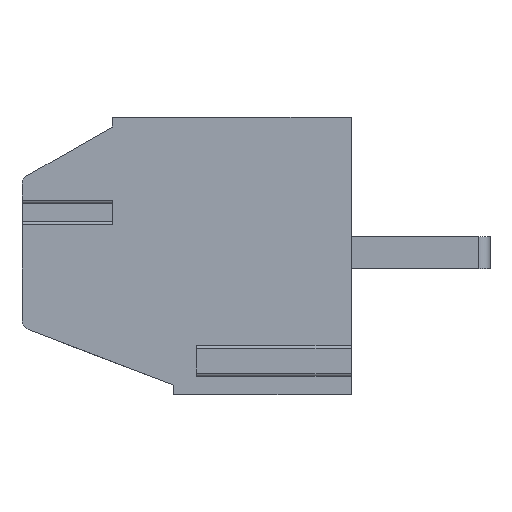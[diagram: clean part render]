
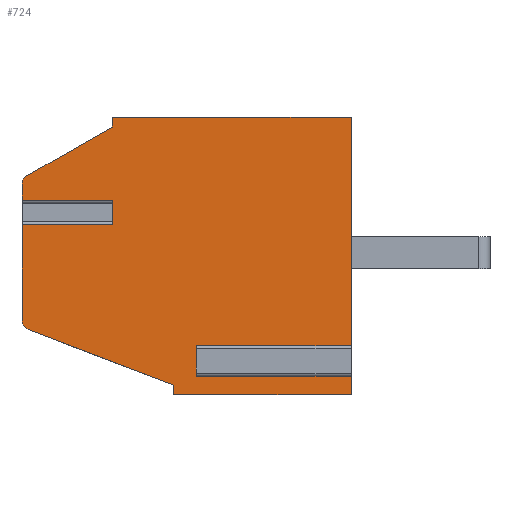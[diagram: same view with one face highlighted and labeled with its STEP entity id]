
A CAD part, left-side view. The second image highlights one B-rep face of the part: STEP entity #724.
In plain terms, the highlighted planar face has unit normal (-1, 0, 0).
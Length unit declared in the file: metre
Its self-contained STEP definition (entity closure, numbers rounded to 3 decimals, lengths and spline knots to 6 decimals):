
#724=ADVANCED_FACE('',(#1481),#1482,.T.);
#1481=FACE_OUTER_BOUND('',#2240,.T.);
#1482=PLANE('',#2241);
#2240=EDGE_LOOP('',(#4412,#4413,#4414,#4415,#4416,#4417,#4418,#4419,#4420,#4421,#4422,#4423,#4424,#4425,#4426,#4427,#4428,#4429));
#2241=AXIS2_PLACEMENT_3D('',#4430,#4431,#4432);
#4412=ORIENTED_EDGE('',*,*,#5118,.T.);
#4413=ORIENTED_EDGE('',*,*,#5364,.T.);
#4414=ORIENTED_EDGE('',*,*,#4631,.T.);
#4415=ORIENTED_EDGE('',*,*,#5376,.T.);
#4416=ORIENTED_EDGE('',*,*,#5028,.T.);
#4417=ORIENTED_EDGE('',*,*,#5202,.F.);
#4418=ORIENTED_EDGE('',*,*,#4578,.F.);
#4419=ORIENTED_EDGE('',*,*,#5333,.F.);
#4420=ORIENTED_EDGE('',*,*,#4834,.T.);
#4421=ORIENTED_EDGE('',*,*,#5199,.F.);
#4422=ORIENTED_EDGE('',*,*,#4873,.T.);
#4423=ORIENTED_EDGE('',*,*,#5257,.T.);
#4424=ORIENTED_EDGE('',*,*,#5220,.T.);
#4425=ORIENTED_EDGE('',*,*,#5238,.T.);
#4426=ORIENTED_EDGE('',*,*,#5122,.T.);
#4427=ORIENTED_EDGE('',*,*,#4751,.T.);
#4428=ORIENTED_EDGE('',*,*,#5384,.F.);
#4429=ORIENTED_EDGE('',*,*,#5262,.T.);
#4430=CARTESIAN_POINT('',(0.0,0.0099,-0.002078));
#4431=DIRECTION('',(-1.0,0.,0.0));
#4432=DIRECTION('',(0.0,0.0,1.0));
#4578=EDGE_CURVE('',#5499,#5501,#5502,.T.);
#4631=EDGE_CURVE('',#5589,#5594,#5596,.T.);
#4751=EDGE_CURVE('',#5804,#5805,#5806,.T.);
#4834=EDGE_CURVE('',#5939,#5940,#5941,.T.);
#4873=EDGE_CURVE('',#6000,#6004,#6006,.T.);
#5028=EDGE_CURVE('',#6233,#6237,#6239,.T.);
#5118=EDGE_CURVE('',#6373,#6371,#6374,.T.);
#5122=EDGE_CURVE('',#6379,#5804,#6380,.T.);
#5199=EDGE_CURVE('',#6000,#5940,#6480,.T.);
#5202=EDGE_CURVE('',#5501,#6237,#6483,.T.);
#5220=EDGE_CURVE('',#6501,#6506,#6508,.T.);
#5238=EDGE_CURVE('',#6506,#6379,#6529,.T.);
#5257=EDGE_CURVE('',#6004,#6501,#6551,.T.);
#5262=EDGE_CURVE('',#6557,#6373,#6558,.T.);
#5333=EDGE_CURVE('',#5939,#5499,#6640,.T.);
#5364=EDGE_CURVE('',#6371,#5589,#6671,.T.);
#5376=EDGE_CURVE('',#5594,#6233,#6683,.T.);
#5384=EDGE_CURVE('',#6557,#5805,#6691,.T.);
#5499=VERTEX_POINT('',#6868);
#5501=VERTEX_POINT('',#6870);
#5502=LINE('',#6871,#6872);
#5589=VERTEX_POINT('',#6992);
#5594=VERTEX_POINT('',#6999);
#5596=LINE('',#7002,#7003);
#5804=VERTEX_POINT('',#7296);
#5805=VERTEX_POINT('',#7297);
#5806=LINE('',#7298,#7299);
#5939=VERTEX_POINT('',#7490);
#5940=VERTEX_POINT('',#7491);
#5941=LINE('',#7492,#7493);
#6000=VERTEX_POINT('',#7574);
#6004=VERTEX_POINT('',#7579);
#6006=CIRCLE('',#7582,0.0003);
#6233=VERTEX_POINT('',#7908);
#6237=VERTEX_POINT('',#7913);
#6239=CIRCLE('',#7916,0.0003);
#6371=VERTEX_POINT('',#8103);
#6373=VERTEX_POINT('',#8106);
#6374=LINE('',#8107,#8108);
#6379=VERTEX_POINT('',#8115);
#6380=LINE('',#8116,#8117);
#6480=LINE('',#8265,#8266);
#6483=LINE('',#8269,#8270);
#6501=VERTEX_POINT('',#8294);
#6506=VERTEX_POINT('',#8301);
#6508=LINE('',#8304,#8305);
#6529=LINE('',#8337,#8338);
#6551=LINE('',#8370,#8371);
#6557=VERTEX_POINT('',#8379);
#6558=LINE('',#8380,#8381);
#6640=LINE('',#8499,#8500);
#6671=LINE('',#8539,#8540);
#6683=LINE('',#8555,#8556);
#6691=LINE('',#8566,#8567);
#6868=CARTESIAN_POINT('',(0.,0.0074,-0.002573));
#6870=CARTESIAN_POINT('',(0.,0.0102,-0.002573));
#6871=CARTESIAN_POINT('',(0.,-0.004301,-0.002573));
#6872=VECTOR('',#8640,1.0);
#6992=CARTESIAN_POINT('',(0.0,0.0074,0.0));
#6999=CARTESIAN_POINT('',(0.0,0.0074,-0.000304));
#7002=CARTESIAN_POINT('',(0.0,0.0074,-0.000304));
#7003=VECTOR('',#8695,1.0);
#7296=CARTESIAN_POINT('',(0.0,0.0,-0.007927));
#7297=CARTESIAN_POINT('',(0.,0.0048,-0.007927));
#7298=CARTESIAN_POINT('',(0.0,0.0048,-0.007927));
#7299=VECTOR('',#8814,1.0);
#7490=CARTESIAN_POINT('',(0.,0.0074,-0.003327));
#7491=CARTESIAN_POINT('',(0.,0.0102,-0.003327));
#7492=CARTESIAN_POINT('',(0.,-0.004301,-0.003327));
#7493=VECTOR('',#8897,1.0);
#7574=CARTESIAN_POINT('',(0.0,0.0102,-0.006298));
#7579=CARTESIAN_POINT('',(0.0,0.010007,-0.006578));
#7582=AXIS2_PLACEMENT_3D('',#8940,#8941,#8942);
#7908=CARTESIAN_POINT('',(0.0,0.010049,-0.001818));
#7913=CARTESIAN_POINT('',(0.0,0.0102,-0.002078));
#7916=AXIS2_PLACEMENT_3D('',#9095,#9096,#9097);
#8103=CARTESIAN_POINT('',(0.0,0.0,0.0));
#8106=CARTESIAN_POINT('',(0.0,0.0,-0.007173));
#8107=CARTESIAN_POINT('',(0.0,0.0,0.0));
#8108=VECTOR('',#9190,1.0);
#8115=CARTESIAN_POINT('',(0.0,0.0,-0.0086));
#8116=CARTESIAN_POINT('',(0.0,0.0,0.0));
#8117=VECTOR('',#9196,1.0);
#8265=CARTESIAN_POINT('',(0.0,0.0102,-0.006298));
#8266=VECTOR('',#9266,1.0);
#8269=CARTESIAN_POINT('',(0.0,0.0102,-0.006298));
#8270=VECTOR('',#9273,1.0);
#8294=CARTESIAN_POINT('',(0.0,0.0055,-0.0083));
#8301=CARTESIAN_POINT('',(0.0,0.0055,-0.0086));
#8304=CARTESIAN_POINT('',(0.0,0.0055,-0.0086));
#8305=VECTOR('',#9289,1.0);
#8337=CARTESIAN_POINT('',(0.0,0.0,-0.0086));
#8338=VECTOR('',#9304,1.0);
#8370=CARTESIAN_POINT('',(0.0,0.0055,-0.0083));
#8371=VECTOR('',#9315,1.0);
#8379=CARTESIAN_POINT('',(0.0,0.0048,-0.007173));
#8380=CARTESIAN_POINT('',(0.0,0.0,-0.007173));
#8381=VECTOR('',#9318,1.0);
#8499=CARTESIAN_POINT('',(0.0,0.0074,-0.006298));
#8500=VECTOR('',#9373,1.0);
#8539=CARTESIAN_POINT('',(0.0,0.0074,0.0));
#8540=VECTOR('',#9388,1.0);
#8555=CARTESIAN_POINT('',(0.0,0.010049,-0.001818));
#8556=VECTOR('',#9392,1.0);
#8566=CARTESIAN_POINT('',(0.0,0.0048,-0.007754));
#8567=VECTOR('',#9395,1.0);
#8640=DIRECTION('',(0.0,1.0,0.0));
#8695=DIRECTION('',(0.0,0.0,-1.0));
#8814=DIRECTION('',(0.0,1.0,0.0));
#8897=DIRECTION('',(0.0,1.0,0.0));
#8940=CARTESIAN_POINT('',(0.0,0.0099,-0.006298));
#8941=DIRECTION('',(-1.0,0.,0.0));
#8942=DIRECTION('',(0.0,0.0,1.0));
#9095=CARTESIAN_POINT('',(0.0,0.0099,-0.002078));
#9096=DIRECTION('',(-1.0,0.,0.0));
#9097=DIRECTION('',(0.0,0.0,1.0));
#9190=DIRECTION('',(0.0,0.0,1.0));
#9196=DIRECTION('',(0.0,0.0,1.0));
#9266=DIRECTION('',(0.0,0.0,1.0));
#9273=DIRECTION('',(0.0,0.0,1.0));
#9289=DIRECTION('',(0.0,0.0,-1.0));
#9304=DIRECTION('',(0.0,-1.0,0.));
#9315=DIRECTION('',(0.0,-0.934,-0.357));
#9318=DIRECTION('',(0.0,-1.0,0.0));
#9373=DIRECTION('',(0.0,0.0,1.0));
#9388=DIRECTION('',(0.0,1.0,0.0));
#9392=DIRECTION('',(0.0,0.868,-0.496));
#9395=DIRECTION('',(0.0,0.0,-1.0));
